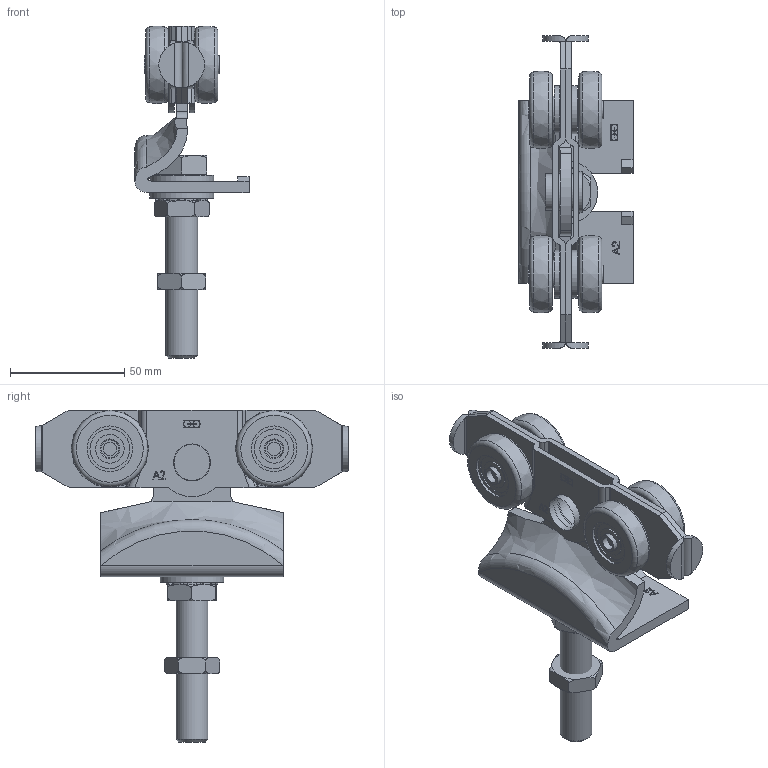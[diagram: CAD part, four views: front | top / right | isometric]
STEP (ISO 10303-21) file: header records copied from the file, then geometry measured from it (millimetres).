
FILE_DESCRIPTION(/* description */ (''),/* implementation_level */ '2;1');
FILE_NAME(/* name */ '9242XSA2.stp',/* time_stamp */ '2019-08-23T08:59:44+02:00',/* author */ ('Didierr'),/* organization */ (''),/* preprocessor_version */ 'ST-DEVELOPER v17.2',/* originating_system */ 'Autodesk Inventor 2019',/* authorisation */ '');
FILE_SCHEMA (('AUTOMOTIVE_DESIGN { 1 0 10303 214 3 1 1 }'));
Length unit declared in the file: millimetre
Products named in the file (15): 9242XSA2; 318427; 18429; 17737; 18407; 18904; 18905; GALB34XS; 18903; 09131; 09132; 09124; 06047; DIN 933 - M14  x 80; 09125
Assembly tree (24 placements, depth 3):
  9242XSA2
    318427
      18429  x2
    17737
    18407
    18904  x2
    18905  x4
    GALB34XS  x4
      18903
      09131
      09132
    09124  x2
    06047  x2
    DIN 933 - M14  x 80
    09125
Bounding box: 50 x 137 x 145.5 mm (x, y, z)
Volume: 115422.5 mm3; surface area: 75865.8 mm2
Topology: 56 solids, 64 shells, 803 faces, 2147 edges, 1470 vertices
Faces by surface type: plane 405, cylinder 223, torus 98, bspline 44, sphere 24, cone 9
Full cylindrical faces by diameter (mm): 2 x8, 5.8 x4, 7.8 x4, 8 x4, 8.1 x4, 11.835 x2, 12.1 x4, 12.564 x8, 12.917 x1, 14 x1, 14.2 x2, 14.3 x1, 15.8 x1, 16.2 x3, 17.436 x8, 18 x1, 20 x4, 20.1 x1, 21 x4, 22 x12, 23 x4, 28 x2
Entity records: 15316 total; most frequent: CARTESIAN_POINT 3551, DIRECTION 2333, ORIENTED_EDGE 2322, EDGE_CURVE 1163, AXIS2_PLACEMENT_3D 839, VERTEX_POINT 811, LINE 655, VECTOR 655
